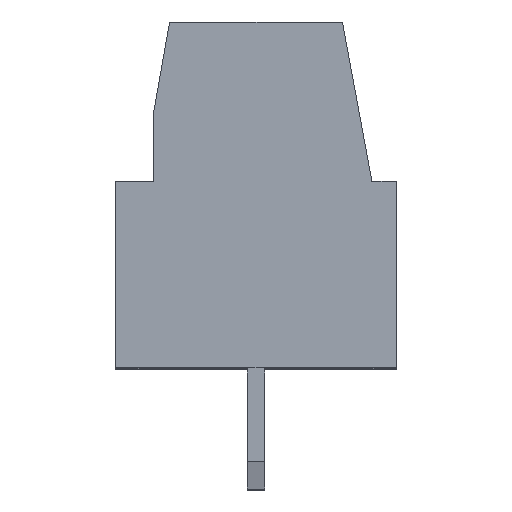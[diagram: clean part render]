
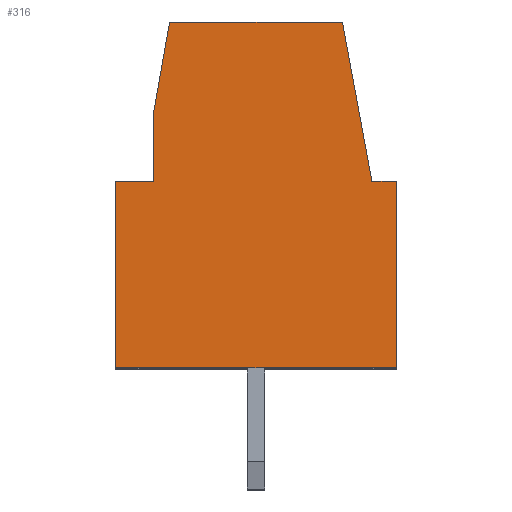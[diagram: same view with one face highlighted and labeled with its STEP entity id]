
A CAD part, top view. The second image highlights one B-rep face of the part: STEP entity #316.
In plain terms, the highlighted planar face has unit normal (0, 0, 1).
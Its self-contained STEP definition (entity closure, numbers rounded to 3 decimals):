
#316 = ADVANCED_FACE( '', ( #780 ), #781, .F. );
#780 = FACE_OUTER_BOUND( '', #1419, .T. );
#781 = PLANE( '', #1420 );
#1419 = EDGE_LOOP( '', ( #2113, #2114, #2115, #2116, #2117, #2118, #2119, #2120, #2121 ) );
#1420 = AXIS2_PLACEMENT_3D( '', #2122, #2123, #2124 );
#2113 = ORIENTED_EDGE( '', *, *, #4001, .T. );
#2114 = ORIENTED_EDGE( '', *, *, #4002, .F. );
#2115 = ORIENTED_EDGE( '', *, *, #4003, .F. );
#2116 = ORIENTED_EDGE( '', *, *, #4004, .F. );
#2117 = ORIENTED_EDGE( '', *, *, #4005, .F. );
#2118 = ORIENTED_EDGE( '', *, *, #4006, .F. );
#2119 = ORIENTED_EDGE( '', *, *, #4007, .F. );
#2120 = ORIENTED_EDGE( '', *, *, #4008, .T. );
#2121 = ORIENTED_EDGE( '', *, *, #3997, .F. );
#2122 = CARTESIAN_POINT( '', ( 0.81, -4.4, 0. ) );
#2123 = DIRECTION( '', ( 0., 0., -1. ) );
#2124 = DIRECTION( '', ( 0., -1., 0. ) );
#3997 = EDGE_CURVE( '', #4805, #4807, #4808, .T. );
#4001 = EDGE_CURVE( '', #4805, #4813, #4814, .T. );
#4002 = EDGE_CURVE( '', #4815, #4813, #4816, .T. );
#4003 = EDGE_CURVE( '', #4817, #4815, #4818, .T. );
#4004 = EDGE_CURVE( '', #4819, #4817, #4820, .T. );
#4005 = EDGE_CURVE( '', #4821, #4819, #4822, .T. );
#4006 = EDGE_CURVE( '', #4823, #4821, #4824, .T. );
#4007 = EDGE_CURVE( '', #4825, #4823, #4826, .T. );
#4008 = EDGE_CURVE( '', #4825, #4807, #4827, .T. );
#4805 = VERTEX_POINT( '', #5974 );
#4807 = VERTEX_POINT( '', #5977 );
#4808 = LINE( '', #5978, #5979 );
#4813 = VERTEX_POINT( '', #5986 );
#4814 = LINE( '', #5987, #5988 );
#4815 = VERTEX_POINT( '', #5989 );
#4816 = LINE( '', #5990, #5991 );
#4817 = VERTEX_POINT( '', #5992 );
#4818 = LINE( '', #5993, #5994 );
#4819 = VERTEX_POINT( '', #5995 );
#4820 = LINE( '', #5996, #5997 );
#4821 = VERTEX_POINT( '', #5998 );
#4822 = LINE( '', #5999, #6000 );
#4823 = VERTEX_POINT( '', #6001 );
#4824 = LINE( '', #6002, #6003 );
#4825 = VERTEX_POINT( '', #6004 );
#4826 = LINE( '', #6005, #6006 );
#4827 = LINE( '', #6007, #6008 );
#5974 = CARTESIAN_POINT( '', ( -6.55, 10., 0. ) );
#5977 = CARTESIAN_POINT( '', ( -1.55, 10., 0. ) );
#5978 = CARTESIAN_POINT( '', ( -6.55, 10., 0. ) );
#5979 = VECTOR( '', #7519, 1000. );
#5986 = CARTESIAN_POINT( '', ( -7., 7.448, 0. ) );
#5987 = CARTESIAN_POINT( '', ( -6.55, 10., 0. ) );
#5988 = VECTOR( '', #7522, 1000. );
#5989 = CARTESIAN_POINT( '', ( -7., 5.4, 0. ) );
#5990 = CARTESIAN_POINT( '', ( -7., 5.4, 0. ) );
#5991 = VECTOR( '', #7523, 1000. );
#5992 = CARTESIAN_POINT( '', ( -8.1, 5.4, 0. ) );
#5993 = CARTESIAN_POINT( '', ( -8.1, 5.4, 0. ) );
#5994 = VECTOR( '', #7524, 1000. );
#5995 = CARTESIAN_POINT( '', ( -8.1, 0., 0. ) );
#5996 = CARTESIAN_POINT( '', ( -8.1, 0., 0. ) );
#5997 = VECTOR( '', #7525, 1000. );
#5998 = CARTESIAN_POINT( '', ( 0., 0., 0. ) );
#5999 = CARTESIAN_POINT( '', ( 0., 0., 0. ) );
#6000 = VECTOR( '', #7526, 1000. );
#6001 = CARTESIAN_POINT( '', ( 0., 5.4, 0. ) );
#6002 = CARTESIAN_POINT( '', ( 0., 5.4, 0. ) );
#6003 = VECTOR( '', #7527, 1000. );
#6004 = CARTESIAN_POINT( '', ( -0.697, 5.4, 0. ) );
#6005 = CARTESIAN_POINT( '', ( -0.697, 5.4, 0. ) );
#6006 = VECTOR( '', #7528, 1000. );
#6007 = CARTESIAN_POINT( '', ( -0.697, 5.4, 0. ) );
#6008 = VECTOR( '', #7529, 1000. );
#7519 = DIRECTION( '', ( 1., 0., 0. ) );
#7522 = DIRECTION( '', ( -0.174, -0.985, 0. ) );
#7523 = DIRECTION( '', ( 0., 1., 0. ) );
#7524 = DIRECTION( '', ( 1., 0., 0. ) );
#7525 = DIRECTION( '', ( 0., 1., 0. ) );
#7526 = DIRECTION( '', ( -1., 0., 0. ) );
#7527 = DIRECTION( '', ( 0., -1., 0. ) );
#7528 = DIRECTION( '', ( 1., 0., 0. ) );
#7529 = DIRECTION( '', ( -0.182, 0.983, 0. ) );
